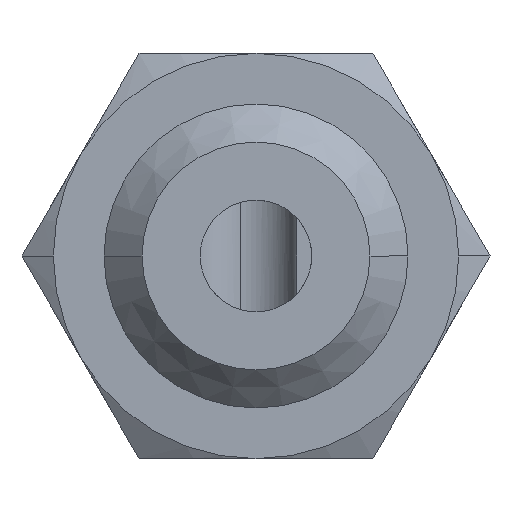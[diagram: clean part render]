
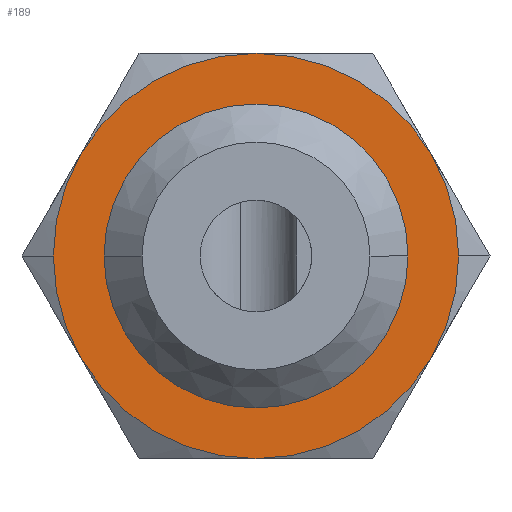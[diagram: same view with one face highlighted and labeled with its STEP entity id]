
A CAD part, left-side view. The second image highlights one B-rep face of the part: STEP entity #189.
In plain terms, the highlighted planar face has unit normal (-1, 0, 0).
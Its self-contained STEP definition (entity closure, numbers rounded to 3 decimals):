
#189=ADVANCED_FACE('',(#383,#384),#385,.T.);
#383=FACE_OUTER_BOUND('',#577,.T.);
#384=FACE_BOUND('',#578,.T.);
#385=PLANE('',#579);
#577=EDGE_LOOP('',(#1014,#1015,#1016,#1017,#1018,#1019,#1020,#1021));
#578=EDGE_LOOP('',(#1022,#1023));
#579=AXIS2_PLACEMENT_3D('',#1024,#1025,#1026);
#1014=ORIENTED_EDGE('',*,*,#1228,.F.);
#1015=ORIENTED_EDGE('',*,*,#1209,.F.);
#1016=ORIENTED_EDGE('',*,*,#1213,.F.);
#1017=ORIENTED_EDGE('',*,*,#1216,.F.);
#1018=ORIENTED_EDGE('',*,*,#1206,.F.);
#1019=ORIENTED_EDGE('',*,*,#1221,.F.);
#1020=ORIENTED_EDGE('',*,*,#1225,.F.);
#1021=ORIENTED_EDGE('',*,*,#1201,.F.);
#1022=ORIENTED_EDGE('',*,*,#1258,.T.);
#1023=ORIENTED_EDGE('',*,*,#1180,.T.);
#1024=CARTESIAN_POINT('',(20.0,-3.5,0.0));
#1025=DIRECTION('',(-1.0,0.,-0.0));
#1026=DIRECTION('',(0.,1.0,0.0));
#1180=EDGE_CURVE('',#1406,#1403,#1407,.T.);
#1201=EDGE_CURVE('',#1438,#1441,#1442,.T.);
#1206=EDGE_CURVE('',#1448,#1446,#1450,.T.);
#1209=EDGE_CURVE('',#1453,#1455,#1456,.T.);
#1213=EDGE_CURVE('',#1460,#1453,#1462,.T.);
#1216=EDGE_CURVE('',#1446,#1460,#1465,.T.);
#1221=EDGE_CURVE('',#1470,#1448,#1472,.T.);
#1225=EDGE_CURVE('',#1441,#1470,#1477,.T.);
#1228=EDGE_CURVE('',#1455,#1438,#1480,.T.);
#1258=EDGE_CURVE('',#1403,#1406,#1518,.T.);
#1403=VERTEX_POINT('',#1935);
#1406=VERTEX_POINT('',#1939);
#1407=CIRCLE('',#1940,3.0);
#1438=VERTEX_POINT('',#2000);
#1441=VERTEX_POINT('',#2004);
#1442=CIRCLE('',#2005,4.0);
#1446=VERTEX_POINT('',#2020);
#1448=VERTEX_POINT('',#2023);
#1450=CIRCLE('',#2036,4.0);
#1453=VERTEX_POINT('',#2039);
#1455=VERTEX_POINT('',#2052);
#1456=CIRCLE('',#2053,4.0);
#1460=VERTEX_POINT('',#2068);
#1462=CIRCLE('',#2081,4.0);
#1465=CIRCLE('',#2095,4.0);
#1470=VERTEX_POINT('',#2122);
#1472=CIRCLE('',#2135,4.0);
#1477=CIRCLE('',#2162,4.0);
#1480=CIRCLE('',#2176,4.0);
#1518=CIRCLE('',#2324,3.0);
#1935=CARTESIAN_POINT('',(20.0,-3.0,0.0));
#1939=CARTESIAN_POINT('',(20.0,3.0,0.));
#1940=AXIS2_PLACEMENT_3D('',#2472,#2473,#2474);
#2000=CARTESIAN_POINT('',(20.0,-4.0,0.));
#2004=CARTESIAN_POINT('',(20.0,-3.464,-2.0));
#2005=AXIS2_PLACEMENT_3D('',#2498,#2499,#2500);
#2020=CARTESIAN_POINT('',(20.0,4.0,0.));
#2023=CARTESIAN_POINT('',(20.0,3.464,-2.0));
#2036=AXIS2_PLACEMENT_3D('',#2502,#2503,#2504);
#2039=CARTESIAN_POINT('',(20.0,0.,4.0));
#2052=CARTESIAN_POINT('',(20.0,-3.464,2.0));
#2053=AXIS2_PLACEMENT_3D('',#2505,#2506,#2507);
#2068=CARTESIAN_POINT('',(20.0,3.464,2.0));
#2081=AXIS2_PLACEMENT_3D('',#2508,#2509,#2510);
#2095=AXIS2_PLACEMENT_3D('',#2511,#2512,#2513);
#2122=CARTESIAN_POINT('',(20.0,0.0,-4.0));
#2135=AXIS2_PLACEMENT_3D('',#2514,#2515,#2516);
#2162=AXIS2_PLACEMENT_3D('',#2517,#2518,#2519);
#2176=AXIS2_PLACEMENT_3D('',#2520,#2521,#2522);
#2324=AXIS2_PLACEMENT_3D('',#2550,#2551,#2552);
#2472=CARTESIAN_POINT('',(20.0,0.0,0.0));
#2473=DIRECTION('',(1.0,0.,0.0));
#2474=DIRECTION('',(0.,-1.0,0.0));
#2498=CARTESIAN_POINT('',(20.0,0.0,0.0));
#2499=DIRECTION('',(1.0,0.,0.0));
#2500=DIRECTION('',(0.,-1.0,0.0));
#2502=CARTESIAN_POINT('',(20.0,0.0,0.0));
#2503=DIRECTION('',(1.0,0.,0.0));
#2504=DIRECTION('',(0.,-1.0,0.0));
#2505=CARTESIAN_POINT('',(20.0,0.0,0.0));
#2506=DIRECTION('',(1.0,0.,0.0));
#2507=DIRECTION('',(0.,-1.0,0.0));
#2508=CARTESIAN_POINT('',(20.0,0.0,0.0));
#2509=DIRECTION('',(1.0,0.,0.0));
#2510=DIRECTION('',(0.,-1.0,0.0));
#2511=CARTESIAN_POINT('',(20.0,0.0,0.0));
#2512=DIRECTION('',(1.0,0.,0.0));
#2513=DIRECTION('',(0.,-1.0,0.0));
#2514=CARTESIAN_POINT('',(20.0,0.0,0.0));
#2515=DIRECTION('',(1.0,0.,0.0));
#2516=DIRECTION('',(0.,-1.0,0.0));
#2517=CARTESIAN_POINT('',(20.0,0.0,0.0));
#2518=DIRECTION('',(1.0,0.,0.0));
#2519=DIRECTION('',(0.,-1.0,0.0));
#2520=CARTESIAN_POINT('',(20.0,0.0,0.0));
#2521=DIRECTION('',(1.0,0.,0.0));
#2522=DIRECTION('',(0.,-1.0,0.0));
#2550=CARTESIAN_POINT('',(20.0,0.0,0.0));
#2551=DIRECTION('',(1.0,0.,0.0));
#2552=DIRECTION('',(0.,-1.0,0.0));
